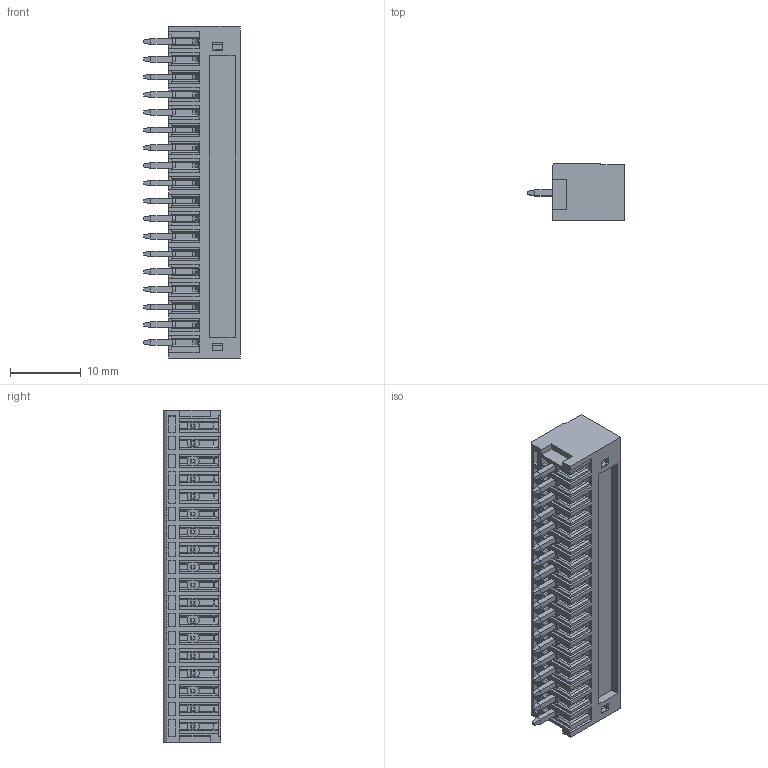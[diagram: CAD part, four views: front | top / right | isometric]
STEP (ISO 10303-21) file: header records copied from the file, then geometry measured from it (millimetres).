
FILE_DESCRIPTION((''),'2;1');
FILE_NAME('PRT0002','2024-09-18T',('sheji'),(''),'PRO/ENGINEER BY PARAMETRIC TECHNOLOGY CORPORATION, 2015240','PRO/ENGINEER BY PARAMETRIC TECHNOLOGY CORPORATION, 2015240','');
FILE_SCHEMA(('CONFIG_CONTROL_DESIGN'));
Length unit declared in the file: millimetre
Products named in the file (1): PRT0002
Bounding box: 13.6 x 8.1 x 46.9 mm (x, y, z)
Volume: 2045 mm3; surface area: 4117.8 mm2
Topology: 1 solids, 1 shells, 1667 faces, 4431 edges, 2840 vertices
Faces by surface type: plane 1435, cylinder 160, cone 72
Entity records: 50738 total; most frequent: CARTESIAN_POINT 9085, ORIENTED_EDGE 8862, DIRECTION 8175, EDGE_CURVE 4431, VECTOR 3913, LINE 3913, VERTEX_POINT 2840, AXIS2_PLACEMENT_3D 2131
